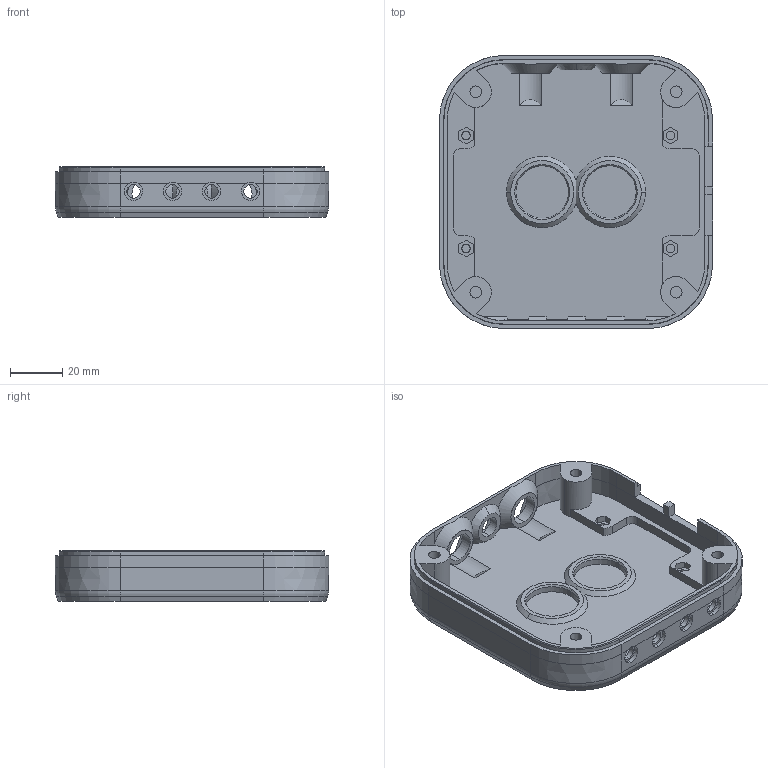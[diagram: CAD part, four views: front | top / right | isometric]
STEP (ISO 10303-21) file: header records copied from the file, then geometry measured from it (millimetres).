
FILE_DESCRIPTION (( 'STEP AP203' ), '1' );
FILE_NAME ('WLTMV2-case_downside_J3DI_v1.0r.STEP', '2017-02-24T19:15:34', ( 'PC-User' ), ( '' ), 'SwSTEP 2.0', 'SolidWorks 2016', '' );
FILE_SCHEMA (( 'CONFIG_CONTROL_DESIGN' ));
Length unit declared in the file: millimetre
Products named in the file (1): WLTMV2-case_downside_J3DI_v1.0r
Bounding box: 105 x 105 x 19.5 mm (x, y, z)
Volume: 55607.3 mm3; surface area: 37658.8 mm2
Topology: 1 solids, 1 shells, 444 faces, 1202 edges, 783 vertices
Faces by surface type: plane 229, cylinder 92, bspline 81, cone 38, torus 4
Entity records: 18453 total; most frequent: CARTESIAN_POINT 7730, ORIENTED_EDGE 2404, DIRECTION 1906, EDGE_CURVE 1202, VERTEX_POINT 783, LINE 726, VECTOR 726, AXIS2_PLACEMENT_3D 590
